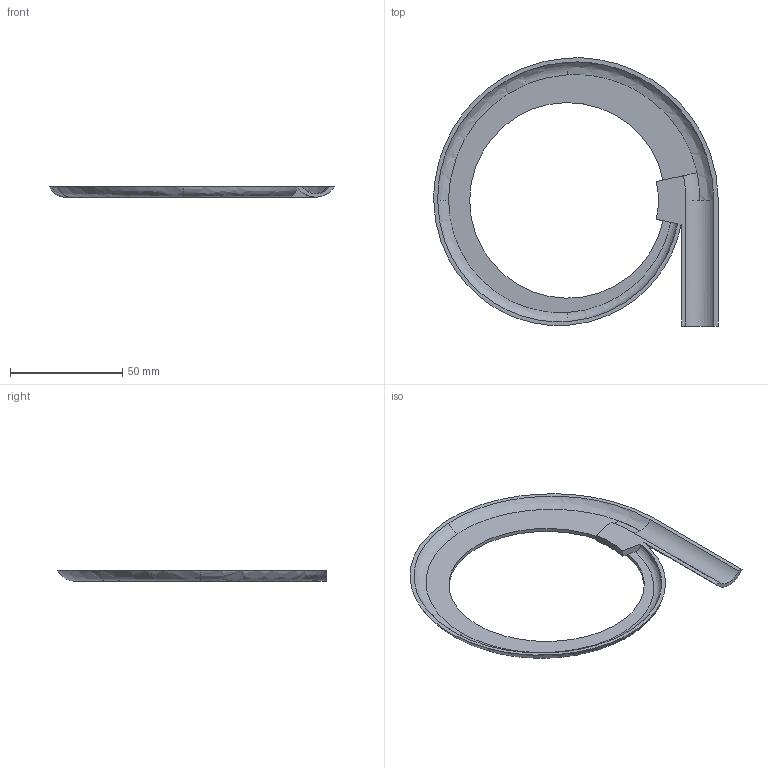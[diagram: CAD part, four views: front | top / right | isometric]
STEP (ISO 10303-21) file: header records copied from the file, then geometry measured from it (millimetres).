
FILE_DESCRIPTION(('FreeCAD Model'),'2;1');
FILE_NAME('volute_bottom.step','2020-04-28T15:18:24',(''),(''), 'Open CASCADE STEP processor 7.3','FreeCAD','Unknown');
FILE_SCHEMA(('AUTOMOTIVE_DESIGN { 1 0 10303 214 1 1 1 1 }'));
Length unit declared in the file: millimetre
Products named in the file (1): volute
Bounding box: 126.84 x 119.49 x 4.6 mm (x, y, z)
Volume: 11136.1 mm3; surface area: 14410.1 mm2
Topology: 1 solids, 1 shells, 22 faces, 61 edges, 40 vertices
Faces by surface type: bspline 8, plane 8, cylinder 5, torus 1
Full cylindrical faces by diameter (mm): 87.2 x1
Entity records: 3622 total; most frequent: CARTESIAN_POINT 2506, DIRECTION 163, ORIENTED_EDGE 122, PCURVE 122, DEFINITIONAL_REPRESENTATION 122, LINE 91, VECTOR 91, EDGE_CURVE 61
